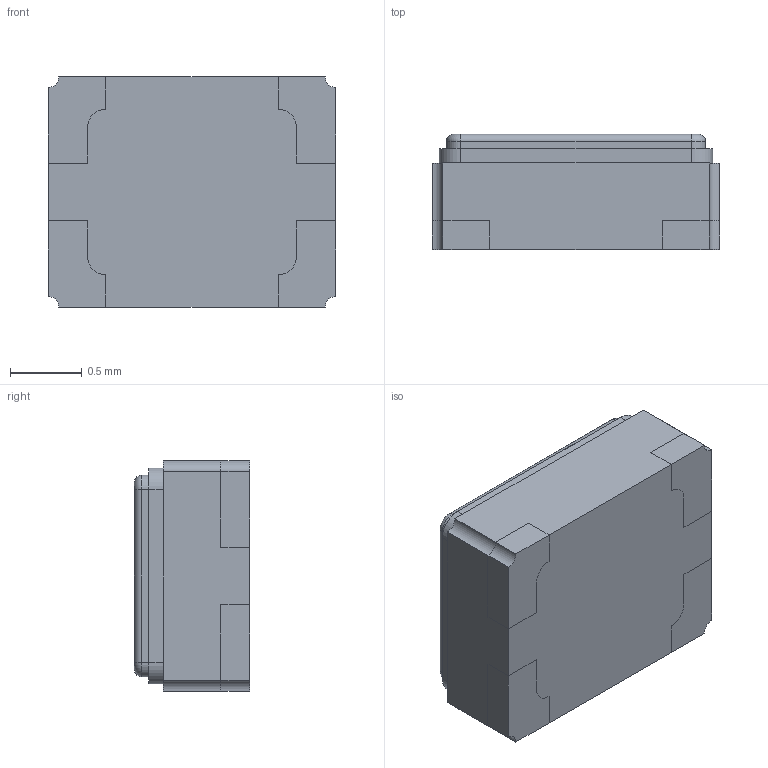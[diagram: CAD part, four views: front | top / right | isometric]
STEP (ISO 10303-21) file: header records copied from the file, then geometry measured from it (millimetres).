
FILE_DESCRIPTION (( 'STEP AP214' ), '1' );
FILE_NAME ('ECS-TXO-20CSMV4-520-AN-TR.STEP', '2024-10-31T23:21:29', ( '' ), ( '' ), 'SwSTEP 2.0', 'SolidWorks 2021', '' );
FILE_SCHEMA (( 'AUTOMOTIVE_DESIGN' ));
Length unit declared in the file: millimetre
Products named in the file (1): ECS-TXO-20CSMV4-260-AN-TR
Bounding box: 2 x 0.8 x 1.6 mm (x, y, z)
Volume: 2.4 mm3; surface area: 21.7 mm2
Topology: 7 solids, 7 shells, 102 faces, 256 edges, 168 vertices
Faces by surface type: plane 66, cylinder 32, torus 4
Entity records: 3136 total; most frequent: DIRECTION 530, CARTESIAN_POINT 527, ORIENTED_EDGE 512, EDGE_CURVE 256, VECTOR 188, LINE 188, AXIS2_PLACEMENT_3D 171, VERTEX_POINT 168
